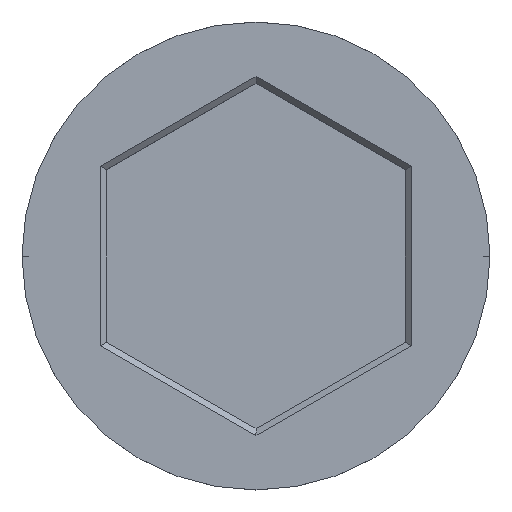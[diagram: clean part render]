
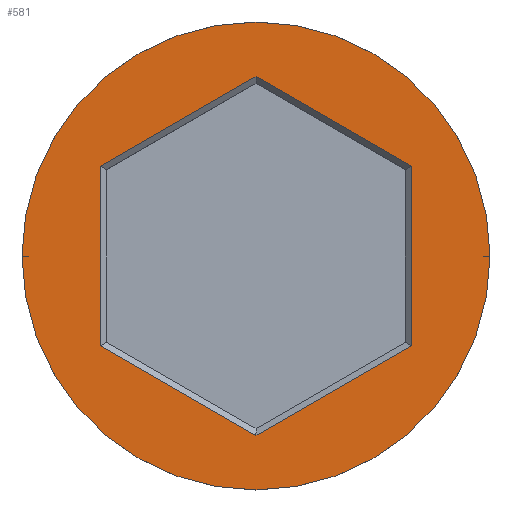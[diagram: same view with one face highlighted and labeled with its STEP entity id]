
A CAD part, top view. The second image highlights one B-rep face of the part: STEP entity #581.
In plain terms, the highlighted planar face has unit normal (0, 0, 1).
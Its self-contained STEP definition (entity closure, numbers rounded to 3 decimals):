
#23 = DIRECTION ( 'NONE',  ( -0.866, 0.5, 0. ) ) ;
#26 = AXIS2_PLACEMENT_3D ( 'NONE', #767, #255, #645 ) ;
#54 = AXIS2_PLACEMENT_3D ( 'NONE', #232, #711, #975 ) ;
#64 = LINE ( 'NONE', #84, #1277 ) ;
#84 = CARTESIAN_POINT ( 'NONE',  ( 5.15, -2.858, 0. ) ) ;
#92 = CARTESIAN_POINT ( 'NONE',  ( 0., -5.947, 0. ) ) ;
#134 = CARTESIAN_POINT ( 'NONE',  ( 0.1, -5.889, 0. ) ) ;
#232 = CARTESIAN_POINT ( 'NONE',  ( 0., 0., 0. ) ) ;
#240 = VECTOR ( 'NONE', #23, 1000. ) ;
#248 = FACE_BOUND ( 'NONE', #484, .T. ) ;
#255 = DIRECTION ( 'NONE',  ( 0., 0., 1. ) ) ;
#296 = CIRCLE ( 'NONE', #1071, 7.75 ) ;
#308 = CARTESIAN_POINT ( 'NONE',  ( -0.1, 5.889, 0. ) ) ;
#318 = ORIENTED_EDGE ( 'NONE', *, *, #818, .T. ) ;
#335 = DIRECTION ( 'NONE',  ( 0., -1., 0. ) ) ;
#362 = CARTESIAN_POINT ( 'NONE',  ( -5.15, 2.973, 0. ) ) ;
#398 = CARTESIAN_POINT ( 'NONE',  ( -5.05, -3.031, 0. ) ) ;
#407 = ORIENTED_EDGE ( 'NONE', *, *, #1390, .T. ) ;
#448 = EDGE_CURVE ( 'NONE', #1387, #1478, #986, .T. ) ;
#480 = DIRECTION ( 'NONE',  ( 0., 1., 0. ) ) ;
#484 = EDGE_LOOP ( 'NONE', ( #1379, #633, #952, #1460, #1402, #318 ) ) ;
#496 = VERTEX_POINT ( 'NONE', #1464 ) ;
#581 = ADVANCED_FACE ( 'NONE', ( #248, #1488 ), #1496, .T. ) ;
#612 = EDGE_CURVE ( 'NONE', #1394, #1448, #1506, .T. ) ;
#633 = ORIENTED_EDGE ( 'NONE', *, *, #1312, .T. ) ;
#635 = CARTESIAN_POINT ( 'NONE',  ( 5.15, -2.973, 0. ) ) ;
#645 = DIRECTION ( 'NONE',  ( 1., 0., 0. ) ) ;
#649 = ORIENTED_EDGE ( 'NONE', *, *, #448, .T. ) ;
#708 = CARTESIAN_POINT ( 'NONE',  ( 5.15, 2.973, 0. ) ) ;
#711 = DIRECTION ( 'NONE',  ( 0., 0., 1. ) ) ;
#714 = CARTESIAN_POINT ( 'NONE',  ( 0., 0., 0. ) ) ;
#760 = VECTOR ( 'NONE', #804, 1000. ) ;
#767 = CARTESIAN_POINT ( 'NONE',  ( 0., 0., 0. ) ) ;
#804 = DIRECTION ( 'NONE',  ( 0.866, 0.5, 0. ) ) ;
#818 = EDGE_CURVE ( 'NONE', #1578, #1394, #1366, .T. ) ;
#846 = DIRECTION ( 'NONE',  ( 0., 0., 1. ) ) ;
#952 = ORIENTED_EDGE ( 'NONE', *, *, #1260, .T. ) ;
#968 = CARTESIAN_POINT ( 'NONE',  ( -5.15, 2.858, 0. ) ) ;
#975 = DIRECTION ( 'NONE',  ( 1., 0., 0. ) ) ;
#986 = CIRCLE ( 'NONE', #54, 7.75 ) ;
#1014 = EDGE_LOOP ( 'NONE', ( #649, #407 ) ) ;
#1037 = VERTEX_POINT ( 'NONE', #708 ) ;
#1049 = LINE ( 'NONE', #308, #760 ) ;
#1057 = EDGE_CURVE ( 'NONE', #1037, #1578, #64, .T. ) ;
#1071 = AXIS2_PLACEMENT_3D ( 'NONE', #714, #846, #1102 ) ;
#1102 = DIRECTION ( 'NONE',  ( 1., 0., 0. ) ) ;
#1192 = CARTESIAN_POINT ( 'NONE',  ( -7.75, 0., 0. ) ) ;
#1222 = CARTESIAN_POINT ( 'NONE',  ( -5.15, -2.973, 0. ) ) ;
#1260 = EDGE_CURVE ( 'NONE', #1322, #496, #1049, .T. ) ;
#1277 = VECTOR ( 'NONE', #335, 1000. ) ;
#1312 = EDGE_CURVE ( 'NONE', #1448, #1322, #1358, .T. ) ;
#1322 = VERTEX_POINT ( 'NONE', #362 ) ;
#1330 = LINE ( 'NONE', #1345, #1579 ) ;
#1345 = CARTESIAN_POINT ( 'NONE',  ( 5.05, 3.031, 0. ) ) ;
#1358 = LINE ( 'NONE', #968, #1381 ) ;
#1366 = LINE ( 'NONE', #134, #1572 ) ;
#1379 = ORIENTED_EDGE ( 'NONE', *, *, #612, .T. ) ;
#1381 = VECTOR ( 'NONE', #480, 1000. ) ;
#1387 = VERTEX_POINT ( 'NONE', #1515 ) ;
#1390 = EDGE_CURVE ( 'NONE', #1478, #1387, #296, .T. ) ;
#1394 = VERTEX_POINT ( 'NONE', #92 ) ;
#1402 = ORIENTED_EDGE ( 'NONE', *, *, #1057, .T. ) ;
#1441 = EDGE_CURVE ( 'NONE', #496, #1037, #1330, .T. ) ;
#1448 = VERTEX_POINT ( 'NONE', #1222 ) ;
#1460 = ORIENTED_EDGE ( 'NONE', *, *, #1441, .T. ) ;
#1464 = CARTESIAN_POINT ( 'NONE',  ( 0., 5.947, 0. ) ) ;
#1475 = DIRECTION ( 'NONE',  ( 0.866, -0.5, 0. ) ) ;
#1478 = VERTEX_POINT ( 'NONE', #1192 ) ;
#1488 = FACE_OUTER_BOUND ( 'NONE', #1014, .T. ) ;
#1496 = PLANE ( 'NONE',  #26 ) ;
#1498 = DIRECTION ( 'NONE',  ( -0.866, -0.5, 0. ) ) ;
#1506 = LINE ( 'NONE', #398, #240 ) ;
#1515 = CARTESIAN_POINT ( 'NONE',  ( 7.75, 0., 0. ) ) ;
#1572 = VECTOR ( 'NONE', #1498, 1000. ) ;
#1578 = VERTEX_POINT ( 'NONE', #635 ) ;
#1579 = VECTOR ( 'NONE', #1475, 1000. ) ;
